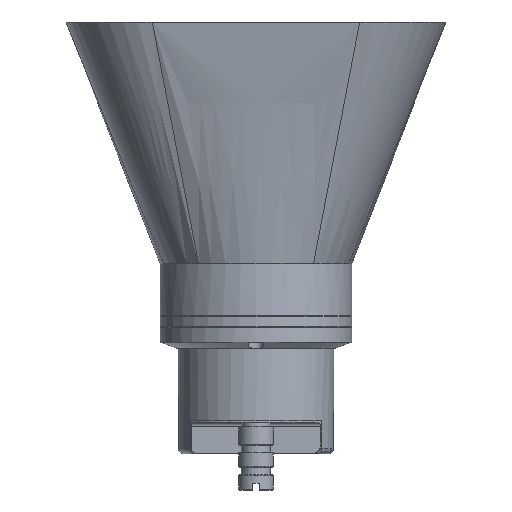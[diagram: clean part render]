
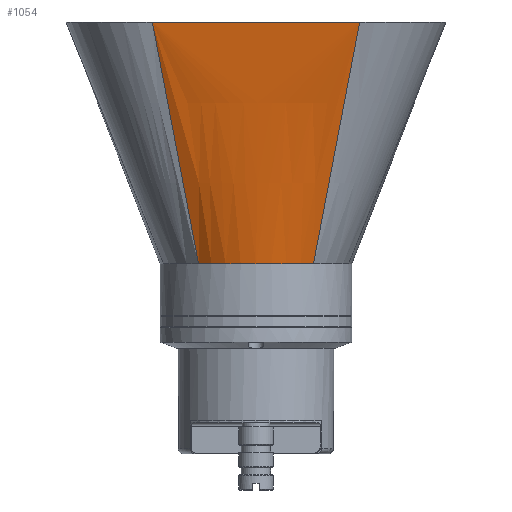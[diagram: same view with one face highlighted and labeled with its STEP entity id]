
A CAD part, left-side view. The second image highlights one B-rep face of the part: STEP entity #1054.
In plain terms, the highlighted free-form (B-spline) face has degree [3, 3] with [16, 4] control points.
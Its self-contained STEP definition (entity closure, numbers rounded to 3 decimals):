
#1054=ADVANCED_FACE('',(#3492),#3494,.T.);
#3492=FACE_BOUND('',#3493,.T.);
#3493=EDGE_LOOP('',(#6080,#6081,#6082,#6083));
#3494=B_SPLINE_SURFACE_WITH_KNOTS('',3,3,(
(#3495,#3496,#3497,#3498),
(#3499,#3500,#3501,#3502),
(#3503,#3504,#3505,#3506),
(#3507,#3508,#3509,#3510),
(#3511,#3512,#3513,#3514),
(#3515,#3516,#3517,#3518),
(#3519,#3520,#3521,#3522),
(#3523,#3524,#3525,#3526),
(#3527,#3528,#3529,#3530),
(#3531,#3532,#3533,#3534),
(#3535,#3536,#3537,#3538),
(#3539,#3540,#3541,#3542),
(#3543,#3544,#3545,#3546),
(#3547,#3548,#3549,#3550),
(#3551,#3552,#3553,#3554),
(#3555,#3556,#3557,#3558)),
.UNSPECIFIED.,.F.,.F.,.F.,
(4,1,1,1,1,1,1,1,1,1,1,1,1,4),
(4,4),
(0.,0.097,0.182,0.258,0.334,0.411,
0.491,0.57,0.649,0.728,0.808,
0.886,0.959,1.),
(0.,1.),
.UNSPECIFIED.);
#3495=CARTESIAN_POINT('',(-80.,-60.,170.));
#3496=CARTESIAN_POINT('',(-68.133,-51.1,123.333));
#3497=CARTESIAN_POINT('',(-56.267,-42.2,76.667));
#3498=CARTESIAN_POINT('',(-44.4,-33.3,30.));
#3499=CARTESIAN_POINT('',(-80.,-56.109,170.));
#3500=CARTESIAN_POINT('',(-68.597,-47.888,123.333));
#3501=CARTESIAN_POINT('',(-57.193,-39.668,76.667));
#3502=CARTESIAN_POINT('',(-45.79,-31.447,30.));
#3503=CARTESIAN_POINT('',(-80.,-48.825,170.));
#3504=CARTESIAN_POINT('',(-69.391,-41.821,123.333));
#3505=CARTESIAN_POINT('',(-58.783,-34.818,76.667));
#3506=CARTESIAN_POINT('',(-48.174,-27.815,30.));
#3507=CARTESIAN_POINT('',(-80.,-38.511,170.));
#3508=CARTESIAN_POINT('',(-70.308,-33.113,123.333));
#3509=CARTESIAN_POINT('',(-60.616,-27.715,76.667));
#3510=CARTESIAN_POINT('',(-50.924,-22.316,30.));
#3511=CARTESIAN_POINT('',(-80.,-29.06,170.));
#3512=CARTESIAN_POINT('',(-70.97,-25.055,123.333));
#3513=CARTESIAN_POINT('',(-61.94,-21.05,76.667));
#3514=CARTESIAN_POINT('',(-52.91,-17.046,30.));
#3515=CARTESIAN_POINT('',(-80.,-19.894,170.));
#3516=CARTESIAN_POINT('',(-71.443,-17.186,123.333));
#3517=CARTESIAN_POINT('',(-62.886,-14.479,76.667));
#3518=CARTESIAN_POINT('',(-54.33,-11.771,30.));
#3519=CARTESIAN_POINT('',(-80.,-10.556,170.));
#3520=CARTESIAN_POINT('',(-71.746,-9.131,123.333));
#3521=CARTESIAN_POINT('',(-63.493,-7.706,76.667));
#3522=CARTESIAN_POINT('',(-55.239,-6.281,30.));
#3523=CARTESIAN_POINT('',(-80.,-1.09,170.));
#3524=CARTESIAN_POINT('',(-71.864,-0.943,123.333));
#3525=CARTESIAN_POINT('',(-63.729,-0.796,76.667));
#3526=CARTESIAN_POINT('',(-55.593,-0.65,30.));
#3527=CARTESIAN_POINT('',(-80.,8.436,170.));
#3528=CARTESIAN_POINT('',(-71.789,7.298,123.333));
#3529=CARTESIAN_POINT('',(-63.579,6.161,76.667));
#3530=CARTESIAN_POINT('',(-55.368,5.023,30.));
#3531=CARTESIAN_POINT('',(-80.,17.92,170.));
#3532=CARTESIAN_POINT('',(-71.524,15.487,123.333));
#3533=CARTESIAN_POINT('',(-63.048,13.053,76.667));
#3534=CARTESIAN_POINT('',(-54.572,10.62,30.));
#3535=CARTESIAN_POINT('',(-80.,27.439,170.));
#3536=CARTESIAN_POINT('',(-71.069,23.668,123.333));
#3537=CARTESIAN_POINT('',(-62.138,19.897,76.667));
#3538=CARTESIAN_POINT('',(-53.207,16.126,30.));
#3539=CARTESIAN_POINT('',(-80.,36.899,170.));
#3540=CARTESIAN_POINT('',(-70.433,31.743,123.333));
#3541=CARTESIAN_POINT('',(-60.865,26.588,76.667));
#3542=CARTESIAN_POINT('',(-51.298,21.432,30.));
#3543=CARTESIAN_POINT('',(-80.,46.106,170.));
#3544=CARTESIAN_POINT('',(-69.643,39.531,123.333));
#3545=CARTESIAN_POINT('',(-59.285,32.956,76.667));
#3546=CARTESIAN_POINT('',(-48.928,26.381,30.));
#3547=CARTESIAN_POINT('',(-80.,53.779,170.));
#3548=CARTESIAN_POINT('',(-68.855,45.951,123.333));
#3549=CARTESIAN_POINT('',(-57.709,38.122,76.667));
#3550=CARTESIAN_POINT('',(-46.564,30.294,30.));
#3551=CARTESIAN_POINT('',(-80.,58.343,170.));
#3552=CARTESIAN_POINT('',(-68.331,49.732,123.333));
#3553=CARTESIAN_POINT('',(-56.661,41.122,76.667));
#3554=CARTESIAN_POINT('',(-44.992,32.511,30.));
#3555=CARTESIAN_POINT('',(-80.,60.,170.));
#3556=CARTESIAN_POINT('',(-68.133,51.1,123.333));
#3557=CARTESIAN_POINT('',(-56.267,42.2,76.667));
#3558=CARTESIAN_POINT('',(-44.4,33.3,30.));
#6080=ORIENTED_EDGE('',*,*,#6877,.T.);
#6081=ORIENTED_EDGE('',*,*,#6901,.F.);
#6082=ORIENTED_EDGE('',*,*,#6902,.T.);
#6083=ORIENTED_EDGE('',*,*,#6903,.T.);
#6877=EDGE_CURVE('',#7637,#7635,#7638,.F.);
#6901=EDGE_CURVE('',#7679,#7635,#7681,.T.);
#6902=EDGE_CURVE('',#7679,#7682,#7683,.T.);
#6903=EDGE_CURVE('',#7682,#7637,#7684,.T.);
#7635=VERTEX_POINT('',#10223);
#7637=VERTEX_POINT('',#10228);
#7638=CIRCLE('',#10229,55.5);
#7679=VERTEX_POINT('',#10330);
#7681=LINE('',#10335,#10336);
#7682=VERTEX_POINT('',#10338);
#7683=LINE('',#10339,#10340);
#7684=LINE('',#10342,#10343);
#10223=CARTESIAN_POINT('',(-44.4,-33.3,30.));
#10228=CARTESIAN_POINT('',(-44.4,33.3,30.));
#10229=AXIS2_PLACEMENT_3D('',#10230,#10231,#10232);
#10230=CARTESIAN_POINT('',(0.,0.,30.));
#10231=DIRECTION('',(-0.,0.,-1.));
#10232=DIRECTION('',(-0.8,-0.6,0.));
#10330=CARTESIAN_POINT('',(-80.,-60.,170.));
#10335=CARTESIAN_POINT('',(-80.,-60.,170.));
#10336=VECTOR('',#10337,1.);
#10337=DIRECTION('',(0.242,0.182,-0.953));
#10338=CARTESIAN_POINT('',(-80.,60.,170.));
#10339=CARTESIAN_POINT('',(-80.,-60.,170.));
#10340=VECTOR('',#10341,1.);
#10341=DIRECTION('',(0.,1.,0.));
#10342=CARTESIAN_POINT('',(-80.,60.,170.));
#10343=VECTOR('',#10344,1.);
#10344=DIRECTION('',(0.242,-0.182,-0.953));
